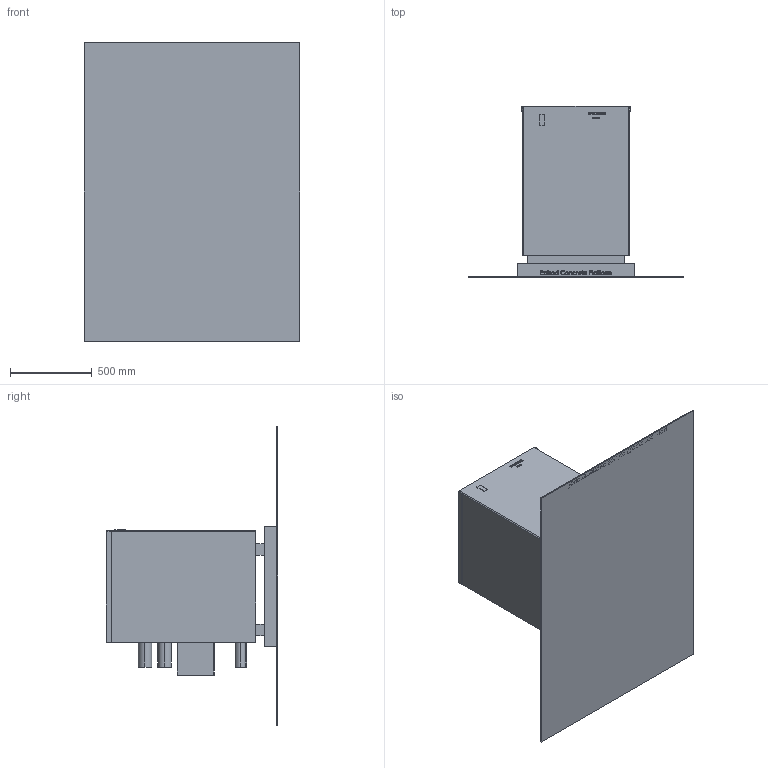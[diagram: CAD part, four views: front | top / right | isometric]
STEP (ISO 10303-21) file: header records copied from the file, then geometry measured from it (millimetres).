
FILE_DESCRIPTION (( 'STEP AP203' ), '1' );
FILE_NAME ('NeoTherm Outdoor 285.STEP', '2018-08-15T20:33:06', ( '' ), ( '' ), 'SwSTEP 2.0', 'SolidWorks 2017', '' );
FILE_SCHEMA (( 'CONFIG_CONTROL_DESIGN' ));
Length unit declared in the file: inch
Products named in the file (1): NeoTherm Outdoor 285
Bounding box: 1320.8 x 1049.25 x 1828.8 mm (x, y, z)
Volume: 484387234.5 mm3; surface area: 9023735.5 mm2
Topology: 6 solids, 6 shells, 1495 faces, 3981 edges, 2644 vertices
Faces by surface type: plane 901, bspline 553, cylinder 33, sphere 4, torus 4
Entity records: 70992 total; most frequent: CARTESIAN_POINT 37402, ORIENTED_EDGE 7954, DIRECTION 4827, EDGE_CURVE 3977, LINE 2801, VECTOR 2801, VERTEX_POINT 2644, EDGE_LOOP 1657
